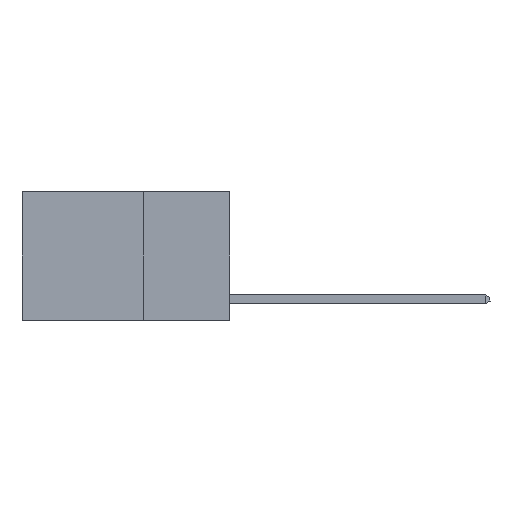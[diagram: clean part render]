
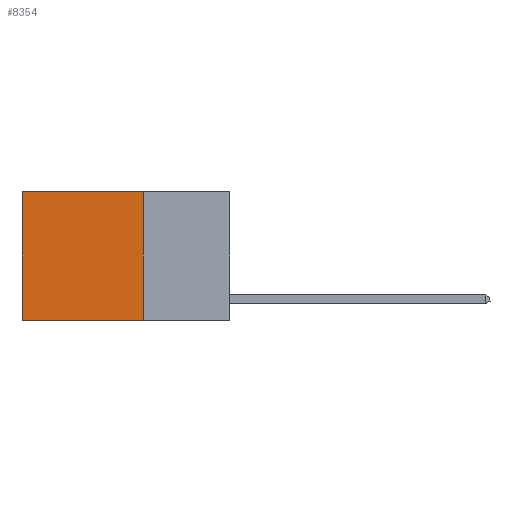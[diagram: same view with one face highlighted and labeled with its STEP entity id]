
A CAD part, left-side view. The second image highlights one B-rep face of the part: STEP entity #8354.
In plain terms, the highlighted planar face has unit normal (-1, 0, 0).
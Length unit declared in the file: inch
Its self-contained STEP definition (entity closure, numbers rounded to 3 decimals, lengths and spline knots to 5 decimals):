
#7 = CARTESIAN_POINT ( 'NONE',  ( 0.2625, 0.25, 0. ) ) ;
#43 = CARTESIAN_POINT ( 'NONE',  ( 0.2625, 0.6, -0.37 ) ) ;
#78 = EDGE_CURVE ( 'NONE', #3658, #7375, #8809, .T. ) ;
#403 = LINE ( 'NONE', #4568, #5863 ) ;
#1333 = CARTESIAN_POINT ( 'NONE',  ( 0.2625, 0.6, 0. ) ) ;
#1838 = CARTESIAN_POINT ( 'NONE',  ( 0.2625, 0.25, -0.37 ) ) ;
#1878 = VECTOR ( 'NONE', #7845, 39.37008 ) ;
#3180 = FACE_OUTER_BOUND ( 'NONE', #7142, .T. ) ;
#3658 = VERTEX_POINT ( 'NONE', #1333 ) ;
#3775 = ORIENTED_EDGE ( 'NONE', *, *, #78, .T. ) ;
#4568 = CARTESIAN_POINT ( 'NONE',  ( 0.2625, 0.25, 0. ) ) ;
#5640 = CARTESIAN_POINT ( 'NONE',  ( 0.2625, 0.6, 0. ) ) ;
#5782 = EDGE_CURVE ( 'NONE', #12352, #3658, #403, .T. ) ;
#5863 = VECTOR ( 'NONE', #7031, 39.37008 ) ;
#5970 = CARTESIAN_POINT ( 'NONE',  ( 0.2625, 0.25, 0. ) ) ;
#6414 = PLANE ( 'NONE',  #11912 ) ;
#6963 = LINE ( 'NONE', #5970, #13246 ) ;
#7031 = DIRECTION ( 'NONE',  ( 0., 1., 0. ) ) ;
#7142 = EDGE_LOOP ( 'NONE', ( #3775, #13845, #10555, #9208 ) ) ;
#7375 = VERTEX_POINT ( 'NONE', #43 ) ;
#7563 = DIRECTION ( 'NONE',  ( 0., 0., -1. ) ) ;
#7845 = DIRECTION ( 'NONE',  ( 0., 0., -1. ) ) ;
#8232 = CARTESIAN_POINT ( 'NONE',  ( 0.2625, 0.25, -0.37 ) ) ;
#8354 = ADVANCED_FACE ( 'NONE', ( #3180 ), #6414, .F. ) ;
#8554 = CARTESIAN_POINT ( 'NONE',  ( 0.2625, 0.25, 0. ) ) ;
#8610 = DIRECTION ( 'NONE',  ( 1., 0., 0. ) ) ;
#8809 = LINE ( 'NONE', #5640, #1878 ) ;
#9063 = EDGE_CURVE ( 'NONE', #13777, #7375, #13677, .T. ) ;
#9208 = ORIENTED_EDGE ( 'NONE', *, *, #5782, .T. ) ;
#10555 = ORIENTED_EDGE ( 'NONE', *, *, #11742, .F. ) ;
#11286 = DIRECTION ( 'NONE',  ( 0., 0., -1. ) ) ;
#11293 = DIRECTION ( 'NONE',  ( 0., 1., 0. ) ) ;
#11742 = EDGE_CURVE ( 'NONE', #12352, #13777, #6963, .T. ) ;
#11912 = AXIS2_PLACEMENT_3D ( 'NONE', #7, #8610, #7563 ) ;
#12073 = VECTOR ( 'NONE', #11293, 39.37008 ) ;
#12352 = VERTEX_POINT ( 'NONE', #8554 ) ;
#13246 = VECTOR ( 'NONE', #11286, 39.37008 ) ;
#13677 = LINE ( 'NONE', #1838, #12073 ) ;
#13777 = VERTEX_POINT ( 'NONE', #8232 ) ;
#13845 = ORIENTED_EDGE ( 'NONE', *, *, #9063, .F. ) ;
